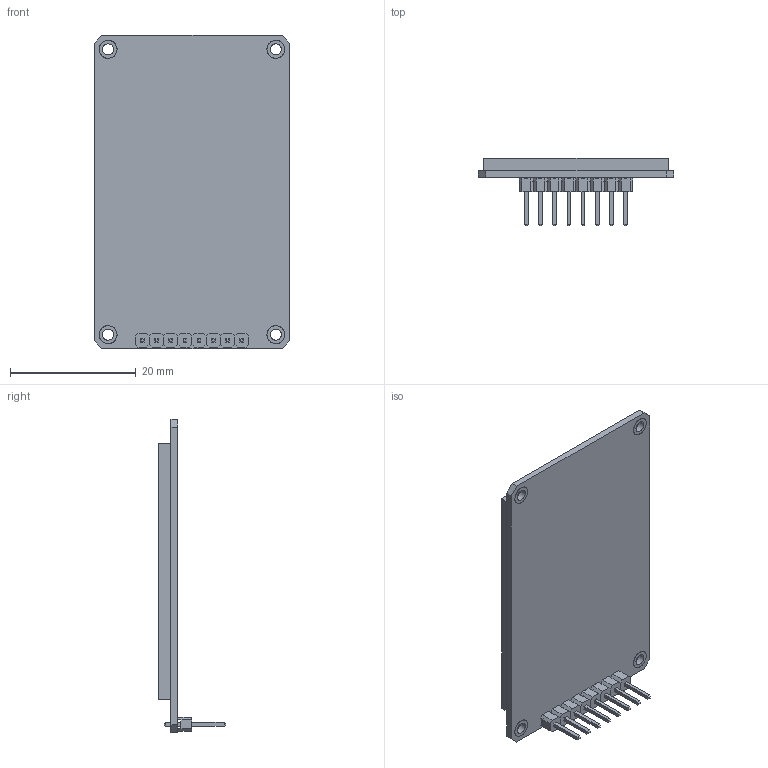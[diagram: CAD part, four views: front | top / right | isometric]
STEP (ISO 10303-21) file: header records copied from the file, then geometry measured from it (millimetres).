
FILE_DESCRIPTION(('FreeCAD Model'),'2;1');
FILE_NAME('Open CASCADE Shape Model','2025-05-03T13:25:22',('FreeCAD'),( 'FreeCAD'),'Open CASCADE STEP processor 7.6','FreeCAD','Unknown');
FILE_SCHEMA(('AUTOMOTIVE_DESIGN { 1 0 10303 214 1 1 1 1 }'));
Length unit declared in the file: millimetre
Products named in the file (1): Open CASCADE STEP translator 7.6 1
Bounding box: 31.14 x 10.72 x 49.82 mm (x, y, z)
Volume: 4056.1 mm3; surface area: 4012.8 mm2
Topology: 17 solids, 17 shells, 336 faces, 732 edges, 456 vertices
Faces by surface type: bspline 336
Entity records: 8930 total; most frequent: CARTESIAN_POINT 4129, ORIENTED_EDGE 1464, EDGE_CURVE 732, B_SPLINE_CURVE_WITH_KNOTS 660, VERTEX_POINT 456, FACE_BOUND 402, EDGE_LOOP 402, ADVANCED_FACE 336
